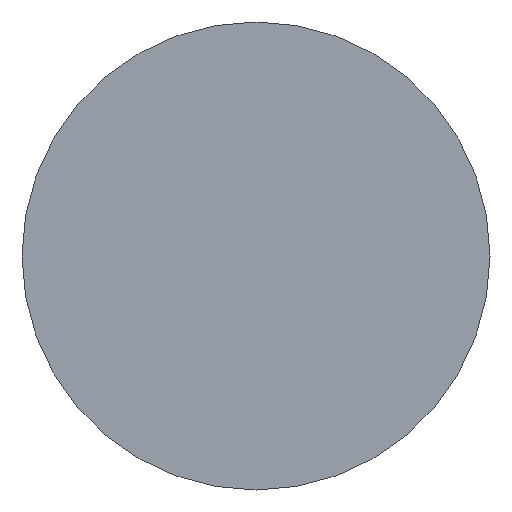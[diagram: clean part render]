
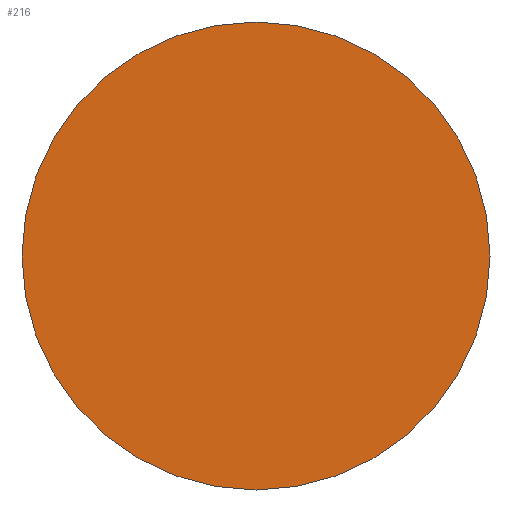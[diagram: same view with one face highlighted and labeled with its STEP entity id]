
A CAD part, left-side view. The second image highlights one B-rep face of the part: STEP entity #216.
In plain terms, the highlighted planar face has unit normal (-1, 0, 0).
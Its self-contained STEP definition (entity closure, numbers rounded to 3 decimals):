
#3 = DIRECTION ( 'NONE',  ( 0., 0., 1. ) ) ;
#27 = EDGE_CURVE ( 'NONE', #290, #270, #67, .T. ) ;
#47 = FACE_OUTER_BOUND ( 'NONE', #50, .T. ) ;
#50 = EDGE_LOOP ( 'NONE', ( #243, #271 ) ) ;
#59 = CARTESIAN_POINT ( 'NONE',  ( -5., 0., 10. ) ) ;
#61 = CARTESIAN_POINT ( 'NONE',  ( -5., 0., 0. ) ) ;
#66 = DIRECTION ( 'NONE',  ( -1., 0., 0. ) ) ;
#67 = CIRCLE ( 'NONE', #120, 10. ) ;
#78 = DIRECTION ( 'NONE',  ( 0., 0., 1. ) ) ;
#89 = AXIS2_PLACEMENT_3D ( 'NONE', #125, #265, #3 ) ;
#91 = CARTESIAN_POINT ( 'NONE',  ( -5., 0., -10. ) ) ;
#120 = AXIS2_PLACEMENT_3D ( 'NONE', #292, #241, #78 ) ;
#125 = CARTESIAN_POINT ( 'NONE',  ( -5., 0., 0. ) ) ;
#141 = AXIS2_PLACEMENT_3D ( 'NONE', #61, #66, #251 ) ;
#153 = EDGE_CURVE ( 'NONE', #270, #290, #155, .T. ) ;
#155 = CIRCLE ( 'NONE', #141, 10. ) ;
#216 = ADVANCED_FACE ( 'NONE', ( #47 ), #239, .T. ) ;
#239 = PLANE ( 'NONE',  #89 ) ;
#241 = DIRECTION ( 'NONE',  ( -1., 0., 0. ) ) ;
#243 = ORIENTED_EDGE ( 'NONE', *, *, #153, .T. ) ;
#251 = DIRECTION ( 'NONE',  ( 0., 0., 1. ) ) ;
#265 = DIRECTION ( 'NONE',  ( -1., 0., 0. ) ) ;
#270 = VERTEX_POINT ( 'NONE', #91 ) ;
#271 = ORIENTED_EDGE ( 'NONE', *, *, #27, .T. ) ;
#290 = VERTEX_POINT ( 'NONE', #59 ) ;
#292 = CARTESIAN_POINT ( 'NONE',  ( -5., 0., 0. ) ) ;
